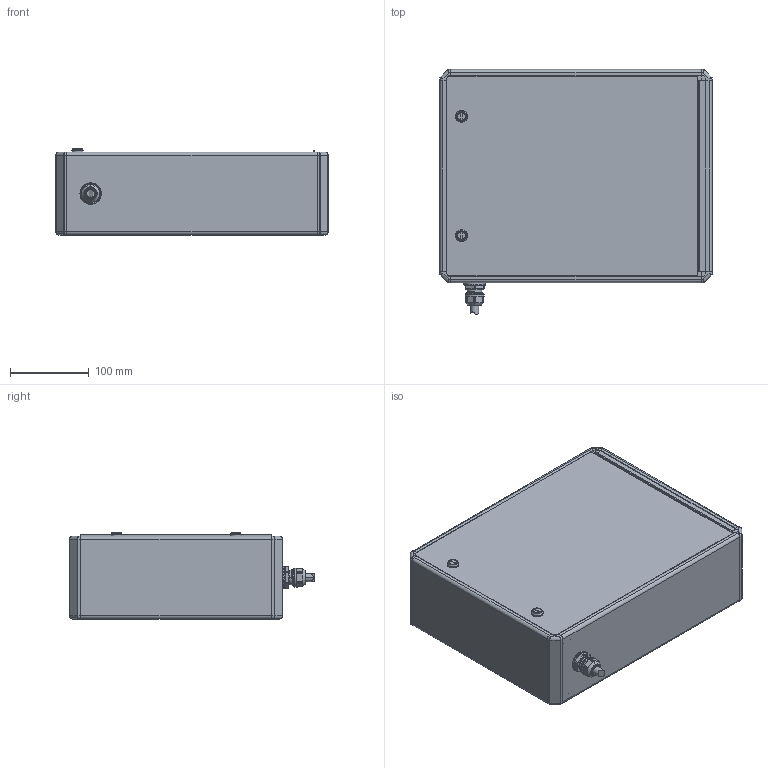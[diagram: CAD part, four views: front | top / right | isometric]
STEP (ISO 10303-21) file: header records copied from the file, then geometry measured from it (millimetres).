
FILE_DESCRIPTION (( 'STEP AP203' ), '1' );
FILE_NAME ('CXC-802T-STP.step', '2025-06-24T09:09:52', ( '' ), ( '' ), 'SwSTEP 2.0', 'SolidWorks 2020', '' );
FILE_SCHEMA (( 'CONFIG_CONTROL_DESIGN' ));
Length unit declared in the file: millimetre
Products named in the file (7): BOX_SET; OA-W1611_ASSY_004; OA-W1611; panel_back_set; NUT; CXC-802T-STP
Assembly tree (6 placements, depth 4):
  CXC-802T-STP
    BOX_SET
    panel_back_set
    OA-W1611_ASSY_004
      OA-W1611
        OA-W1611
      NUT
Bounding box: 345 x 310.34 x 109 mm (x, y, z)
Volume: 728702 mm3; surface area: 577327.3 mm2
Topology: 8 solids, 12 shells, 1141 faces, 2991 edges, 1901 vertices
Faces by surface type: plane 605, cylinder 298, bspline 109, cone 81, torus 44, sphere 4
Entity records: 40772 total; most frequent: CARTESIAN_POINT 12806, ORIENTED_EDGE 5950, DIRECTION 5373, EDGE_CURVE 2975, VERTEX_POINT 1901, AXIS2_PLACEMENT_3D 1821, LINE 1731, VECTOR 1731
